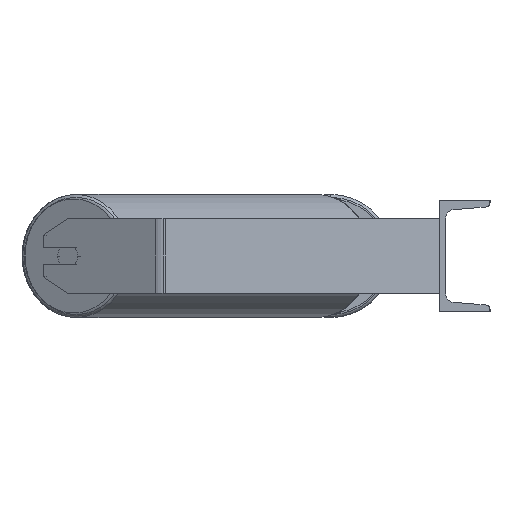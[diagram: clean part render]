
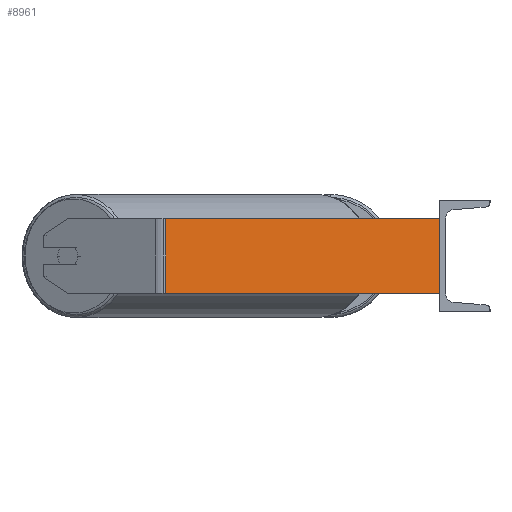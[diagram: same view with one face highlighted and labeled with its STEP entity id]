
A CAD part, left-side view. The second image highlights one B-rep face of the part: STEP entity #8961.
In plain terms, the highlighted planar face has unit normal (-0.985, -0.174, 0).
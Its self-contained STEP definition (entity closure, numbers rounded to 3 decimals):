
#179 = AXIS2_PLACEMENT_3D ( 'NONE', #8377, #2042, #3424 ) ;
#248 = CARTESIAN_POINT ( 'NONE',  ( -785., 0., 40. ) ) ;
#631 = CARTESIAN_POINT ( 'NONE',  ( -837.07, 295.301, 40. ) ) ;
#1232 = CARTESIAN_POINT ( 'NONE',  ( -838.081, 301.036, 40. ) ) ;
#1663 = VECTOR ( 'NONE', #5971, 1000. ) ;
#1666 = VECTOR ( 'NONE', #7534, 1000. ) ;
#1733 = VERTEX_POINT ( 'NONE', #8367 ) ;
#1740 = LINE ( 'NONE', #248, #1663 ) ;
#1927 = DIRECTION ( 'NONE',  ( 0.174, -0.985, 0. ) ) ;
#2042 = DIRECTION ( 'NONE',  ( 0.985, 0.174, 0. ) ) ;
#2091 = VERTEX_POINT ( 'NONE', #8829 ) ;
#2715 = PLANE ( 'NONE',  #179 ) ;
#3330 = LINE ( 'NONE', #1232, #3572 ) ;
#3424 = DIRECTION ( 'NONE',  ( -0.174, 0.985, 0. ) ) ;
#3572 = VECTOR ( 'NONE', #1927, 1000. ) ;
#3800 = ORIENTED_EDGE ( 'NONE', *, *, #6240, .F. ) ;
#3908 = ORIENTED_EDGE ( 'NONE', *, *, #7763, .T. ) ;
#4085 = EDGE_CURVE ( 'NONE', #7540, #8068, #3330, .T. ) ;
#4138 = DIRECTION ( 'NONE',  ( 0., 0., -1. ) ) ;
#4317 = VECTOR ( 'NONE', #4138, 1000. ) ;
#4384 = ORIENTED_EDGE ( 'NONE', *, *, #9116, .T. ) ;
#5241 = EDGE_LOOP ( 'NONE', ( #4384, #3800, #7299, #3908 ) ) ;
#5625 = FACE_OUTER_BOUND ( 'NONE', #5241, .T. ) ;
#5971 = DIRECTION ( 'NONE',  ( 0., 0., -1. ) ) ;
#6195 = CARTESIAN_POINT ( 'NONE',  ( -838.081, 301.036, -40. ) ) ;
#6240 = EDGE_CURVE ( 'NONE', #8068, #1733, #1740, .T. ) ;
#6804 = LINE ( 'NONE', #6195, #1666 ) ;
#6809 = CARTESIAN_POINT ( 'NONE',  ( -785., 0., 40. ) ) ;
#7299 = ORIENTED_EDGE ( 'NONE', *, *, #4085, .F. ) ;
#7534 = DIRECTION ( 'NONE',  ( 0.174, -0.985, 0. ) ) ;
#7540 = VERTEX_POINT ( 'NONE', #8198 ) ;
#7763 = EDGE_CURVE ( 'NONE', #7540, #2091, #8436, .T. ) ;
#8068 = VERTEX_POINT ( 'NONE', #6809 ) ;
#8198 = CARTESIAN_POINT ( 'NONE',  ( -837.07, 295.301, 40. ) ) ;
#8367 = CARTESIAN_POINT ( 'NONE',  ( -785., 0., -40. ) ) ;
#8377 = CARTESIAN_POINT ( 'NONE',  ( -838.081, 301.036, 40. ) ) ;
#8436 = LINE ( 'NONE', #631, #4317 ) ;
#8829 = CARTESIAN_POINT ( 'NONE',  ( -837.07, 295.301, -40. ) ) ;
#8961 = ADVANCED_FACE ( 'NONE', ( #5625 ), #2715, .F. ) ;
#9116 = EDGE_CURVE ( 'NONE', #2091, #1733, #6804, .T. ) ;
